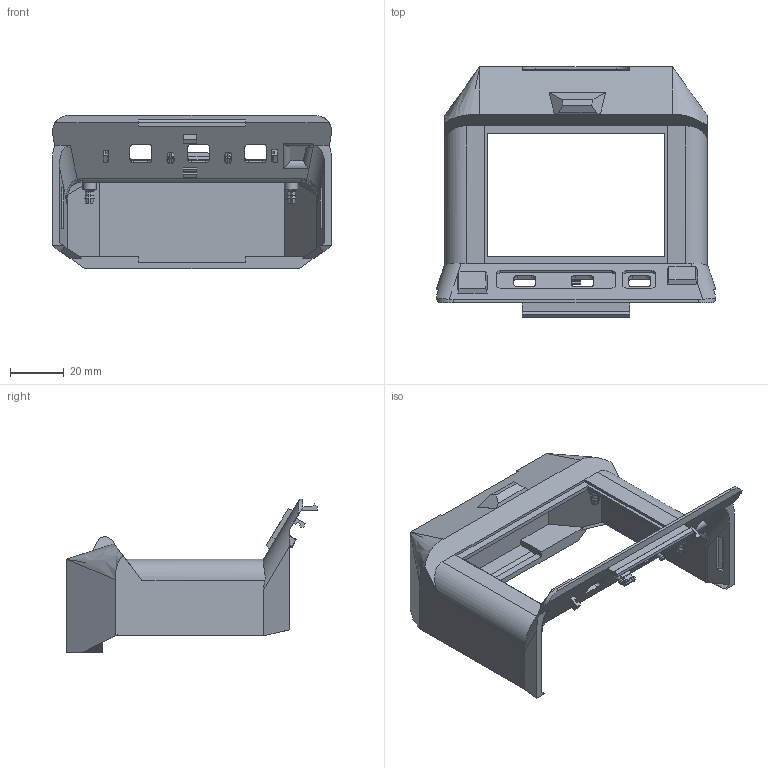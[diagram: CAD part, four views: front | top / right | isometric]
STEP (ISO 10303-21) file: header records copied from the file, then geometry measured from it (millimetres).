
FILE_DESCRIPTION(/* description */ (''),/* implementation_level */ '2;1');
FILE_NAME(/* name */ 'case_top.step',/* time_stamp */ '2025-07-09T18:39:27-07:00',/* author */ (''),/* organization */ (''),/* preprocessor_version */ 'ST-DEVELOPER v20.1',/* originating_system */ 'Autodesk Translation Framework v14.10.0.0',/* authorisation */ '');
FILE_SCHEMA (('AUTOMOTIVE_DESIGN { 1 0 10303 214 3 1 1 }'));
Length unit declared in the file: millimetre
Products named in the file (1): case
Bounding box: 104 x 93.12 x 57 mm (x, y, z)
Volume: 34806.1 mm3; surface area: 32634.1 mm2
Topology: 1 solids, 1 shells, 321 faces, 857 edges, 551 vertices
Faces by surface type: plane 222, bspline 40, cylinder 37, cone 22
Full cylindrical faces by diameter (mm): 5 x4, 6 x1, 8 x1
Entity records: 16157 total; most frequent: CARTESIAN_POINT 8305, ORIENTED_EDGE 1708, DIRECTION 1421, EDGE_CURVE 854, LINE 605, VECTOR 605, VERTEX_POINT 551, AXIS2_PLACEMENT_3D 408
